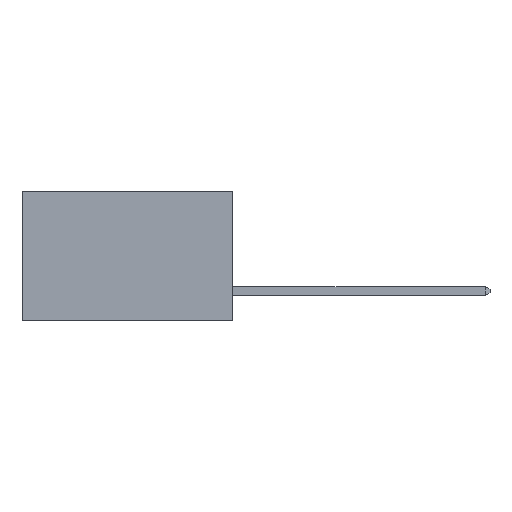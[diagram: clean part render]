
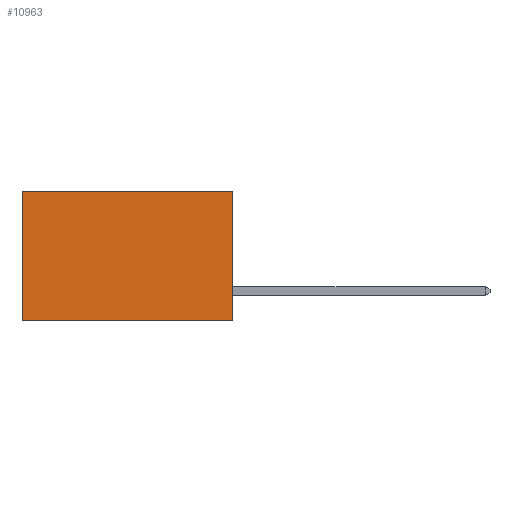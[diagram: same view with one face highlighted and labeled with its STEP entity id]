
A CAD part, left-side view. The second image highlights one B-rep face of the part: STEP entity #10963.
In plain terms, the highlighted planar face has unit normal (-1, 0, 0).
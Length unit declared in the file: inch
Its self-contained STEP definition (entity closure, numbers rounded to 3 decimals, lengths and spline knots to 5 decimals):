
#53 = PLANE ( 'NONE',  #8179 ) ;
#193 = DIRECTION ( 'NONE',  ( 1., 0., 0. ) ) ;
#992 = CARTESIAN_POINT ( 'NONE',  ( 0.2875, 0., 0. ) ) ;
#1262 = VECTOR ( 'NONE', #5089, 39.37008 ) ;
#1329 = ORIENTED_EDGE ( 'NONE', *, *, #31340, .F. ) ;
#2552 = VERTEX_POINT ( 'NONE', #24500 ) ;
#3216 = ORIENTED_EDGE ( 'NONE', *, *, #36714, .T. ) ;
#5089 = DIRECTION ( 'NONE',  ( 0., 0., -1. ) ) ;
#6682 = DIRECTION ( 'NONE',  ( 0., 0., -1. ) ) ;
#8179 = AXIS2_PLACEMENT_3D ( 'NONE', #19221, #193, #22330 ) ;
#10963 = ADVANCED_FACE ( 'NONE', ( #20029 ), #53, .F. ) ;
#12411 = VECTOR ( 'NONE', #32562, 39.37008 ) ;
#13997 = CARTESIAN_POINT ( 'NONE',  ( 0.2875, 0., -0.37 ) ) ;
#15305 = LINE ( 'NONE', #23790, #1262 ) ;
#16034 = VECTOR ( 'NONE', #6682, 39.37008 ) ;
#18011 = LINE ( 'NONE', #992, #25242 ) ;
#19159 = CARTESIAN_POINT ( 'NONE',  ( 0.2875, 0.6, 0. ) ) ;
#19221 = CARTESIAN_POINT ( 'NONE',  ( 0.2875, 0., 0. ) ) ;
#20029 = FACE_OUTER_BOUND ( 'NONE', #34633, .T. ) ;
#20989 = EDGE_CURVE ( 'NONE', #32945, #37545, #32378, .T. ) ;
#22330 = DIRECTION ( 'NONE',  ( 0., 0., -1. ) ) ;
#22507 = LINE ( 'NONE', #13997, #12411 ) ;
#23706 = EDGE_CURVE ( 'NONE', #27457, #2552, #15305, .T. ) ;
#23790 = CARTESIAN_POINT ( 'NONE',  ( 0.2875, 0.6, 0. ) ) ;
#24500 = CARTESIAN_POINT ( 'NONE',  ( 0.2875, 0.6, -0.37 ) ) ;
#25242 = VECTOR ( 'NONE', #26180, 39.37008 ) ;
#26180 = DIRECTION ( 'NONE',  ( 0., 1., 0. ) ) ;
#27457 = VERTEX_POINT ( 'NONE', #19159 ) ;
#29776 = ORIENTED_EDGE ( 'NONE', *, *, #23706, .T. ) ;
#31340 = EDGE_CURVE ( 'NONE', #37545, #2552, #22507, .T. ) ;
#32378 = LINE ( 'NONE', #37468, #16034 ) ;
#32562 = DIRECTION ( 'NONE',  ( 0., 1., 0. ) ) ;
#32776 = CARTESIAN_POINT ( 'NONE',  ( 0.2875, 0., 0. ) ) ;
#32945 = VERTEX_POINT ( 'NONE', #32776 ) ;
#34041 = ORIENTED_EDGE ( 'NONE', *, *, #20989, .F. ) ;
#34633 = EDGE_LOOP ( 'NONE', ( #29776, #1329, #34041, #3216 ) ) ;
#36279 = CARTESIAN_POINT ( 'NONE',  ( 0.2875, 0., -0.37 ) ) ;
#36714 = EDGE_CURVE ( 'NONE', #32945, #27457, #18011, .T. ) ;
#37468 = CARTESIAN_POINT ( 'NONE',  ( 0.2875, 0., 0. ) ) ;
#37545 = VERTEX_POINT ( 'NONE', #36279 ) ;
